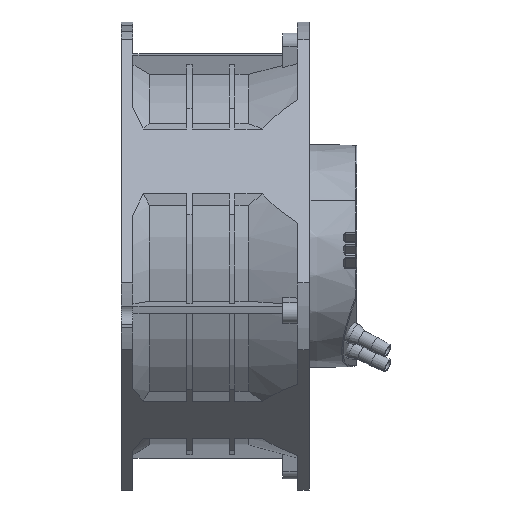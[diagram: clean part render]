
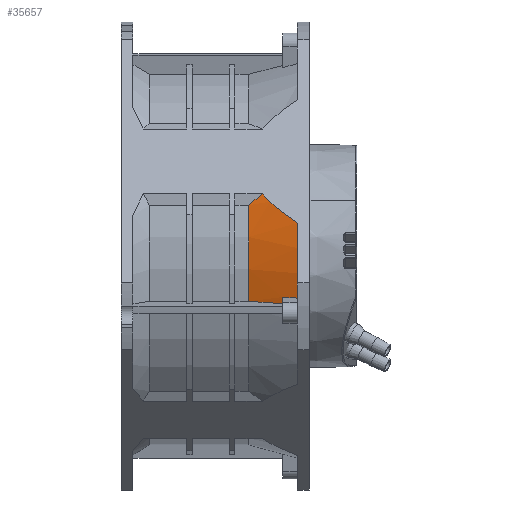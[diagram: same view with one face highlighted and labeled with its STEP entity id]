
A CAD part, left-side view. The second image highlights one B-rep face of the part: STEP entity #35657.
In plain terms, the highlighted conical face has half-angle 14.847 degrees and reference radius 130.833 mm.
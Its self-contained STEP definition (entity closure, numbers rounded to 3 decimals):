
#29499=CARTESIAN_POINT('',(0.,0.,-35.4));
#29500=DIRECTION('',(0.,0.,1.));
#29501=DIRECTION('',(0.72,-0.694,0.));
#29502=AXIS2_PLACEMENT_3D('',#29499,#29500,#29501);
#29504=CARTESIAN_POINT('',(95.45,-91.919,-35.4));
#29505=CARTESIAN_POINT('',(94.976,-91.444,
-32.869));
#29506=CARTESIAN_POINT('',(94.029,-90.496,
-27.814));
#29507=CARTESIAN_POINT('',(92.613,-89.077,
-20.254));
#29508=CARTESIAN_POINT('',(91.671,-88.134,
-15.228));
#29509=CARTESIAN_POINT('',(91.201,-87.663,
-12.718));
#29511=CARTESIAN_POINT('',(0.,0.,-12.718));
#29512=DIRECTION('',(0.,0.,1.));
#29513=DIRECTION('',(0.721,-0.693,0.));
#29514=AXIS2_PLACEMENT_3D('',#29511,#29512,#29513);
#29516=CARTESIAN_POINT('',(122.528,-31.455,
-12.718));
#29517=CARTESIAN_POINT('',(123.19,-30.379,
-14.128));
#29518=CARTESIAN_POINT('',(124.513,-28.228,
-17.077));
#29519=CARTESIAN_POINT('',(125.837,-26.077,
-20.28));
#29520=CARTESIAN_POINT('',(126.5,-25.,-21.945));
#29522=CARTESIAN_POINT('',(0.,0.,-45.4));
#29523=DIRECTION('',(0.,0.,-1.));
#29524=DIRECTION('',(0.936,-0.352,0.));
#29525=AXIS2_PLACEMENT_3D('',#29522,#29523,#29524);
#29527=CARTESIAN_POINT('',(100.397,-90.498,-45.4));
#29528=CARTESIAN_POINT('',(100.083,-90.184,
-43.728));
#29529=CARTESIAN_POINT('',(99.457,-89.557,
-40.39));
#29530=CARTESIAN_POINT('',(98.832,-88.933,
-37.062));
#29531=CARTESIAN_POINT('',(98.52,-88.621,-35.4));
#30022=CARTESIAN_POINT('',(126.5,-47.615,-45.4));
#30023=CARTESIAN_POINT('',(126.5,-45.681,-42.83));
#30024=CARTESIAN_POINT('',(126.5,-41.838,-37.998));
#30025=CARTESIAN_POINT('',(126.5,-36.146,-31.672));
#30026=CARTESIAN_POINT('',(126.5,-30.524,-26.268));
#30027=CARTESIAN_POINT('',(126.5,-26.831,-23.284));
#30028=CARTESIAN_POINT('',(126.5,-25.,-21.945));
#33071=CARTESIAN_POINT('',(126.5,-47.615,-45.4));
#33072=VERTEX_POINT('',#33071);
#33135=CARTESIAN_POINT('',(98.52,-88.621,-35.4));
#33136=VERTEX_POINT('',#33135);
#33210=CARTESIAN_POINT('',(95.45,-91.919,-35.4));
#33212=VERTEX_POINT('',#33210);
#33215=CARTESIAN_POINT('',(100.397,-90.498,-45.4));
#33216=VERTEX_POINT('',#33215);
#33617=CARTESIAN_POINT('',(126.5,-25.,-21.945));
#33618=VERTEX_POINT('',#33617);
#33714=VERTEX_POINT('',#29516);
#33733=CARTESIAN_POINT('',(91.201,-87.663,
-12.718));
#33734=VERTEX_POINT('',#33733);
#35639=CARTESIAN_POINT('',(0.,0.,-29.059));
#35640=DIRECTION('',(0.,0.,-1.));
#35641=DIRECTION('',(1.,0.,0.));
#35642=AXIS2_PLACEMENT_3D('',#35639,#35640,#35641);
#35643=CONICAL_SURFACE('',#35642,130.833,14.847);
#35644=ORIENTED_EDGE('',*,*,#35390,.F.);
#35646=ORIENTED_EDGE('',*,*,#35645,.T.);
#35648=ORIENTED_EDGE('',*,*,#35647,.T.);
#35650=ORIENTED_EDGE('',*,*,#35649,.T.);
#35652=ORIENTED_EDGE('',*,*,#35651,.F.);
#35653=ORIENTED_EDGE('',*,*,#35503,.T.);
#35654=ORIENTED_EDGE('',*,*,#35352,.T.);
#35655=EDGE_LOOP('',(#35644,#35646,#35648,#35650,#35652,#35653,#35654));
#35656=FACE_OUTER_BOUND('',#35655,.F.);
#35657=ADVANCED_FACE('',(#35656),#35643,.T.);
#29503=CIRCLE('',#29502,132.514);
#29510=B_SPLINE_CURVE_WITH_KNOTS('',3,(#29504,#29505,#29506,#29507,#29508,
#29509),.UNSPECIFIED.,.F.,.F.,(4,1,1,4),(0.,0.333,
0.667,1.),.UNSPECIFIED.);
#29515=CIRCLE('',#29514,126.501);
#29521=B_SPLINE_CURVE_WITH_KNOTS('',3,(#29516,#29517,#29518,#29519,#29520),
.UNSPECIFIED.,.F.,.F.,(4,1,4),(0.,0.5,1.),.UNSPECIFIED.);
#29526=CIRCLE('',#29525,135.164);
#29532=B_SPLINE_CURVE_WITH_KNOTS('',3,(#29527,#29528,#29529,#29530,#29531),
.UNSPECIFIED.,.F.,.F.,(4,1,4),(0.,0.5,1.),.UNSPECIFIED.);
#30029=B_SPLINE_CURVE_WITH_KNOTS('',3,(#30022,#30023,#30024,#30025,#30026,
#30027,#30028),.UNSPECIFIED.,.F.,.F.,(4,1,1,1,4),(0.,0.25,0.5,0.75,
1.),.UNSPECIFIED.);
#35352=EDGE_CURVE('',#33216,#33136,#29532,.T.);
#35390=EDGE_CURVE('',#33212,#33136,#29503,.T.);
#35503=EDGE_CURVE('',#33072,#33216,#29526,.T.);
#35645=EDGE_CURVE('',#33212,#33734,#29510,.T.);
#35647=EDGE_CURVE('',#33734,#33714,#29515,.T.);
#35649=EDGE_CURVE('',#33714,#33618,#29521,.T.);
#35651=EDGE_CURVE('',#33072,#33618,#30029,.T.);
